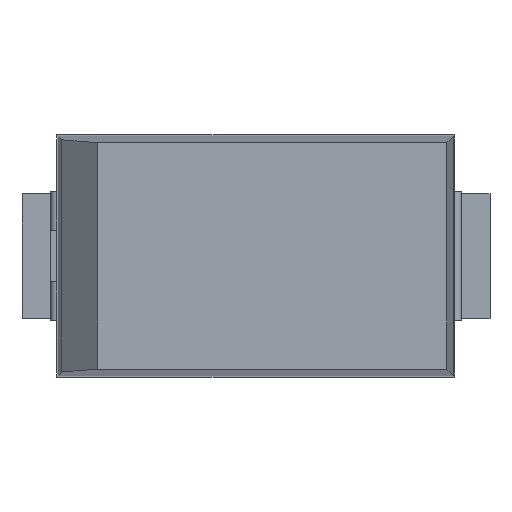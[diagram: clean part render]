
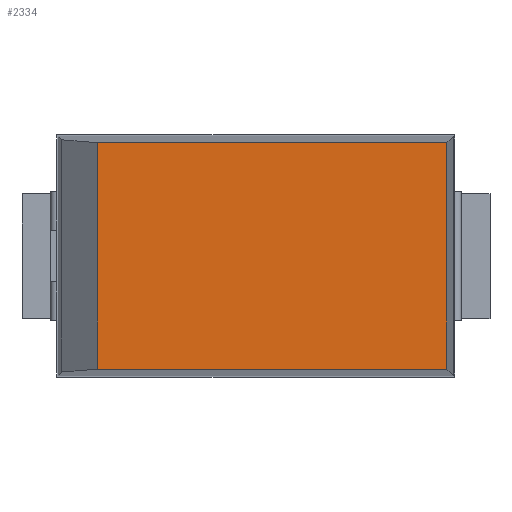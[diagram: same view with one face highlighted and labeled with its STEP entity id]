
A CAD part, top view. The second image highlights one B-rep face of the part: STEP entity #2334.
In plain terms, the highlighted planar face has unit normal (0, 0, 1).
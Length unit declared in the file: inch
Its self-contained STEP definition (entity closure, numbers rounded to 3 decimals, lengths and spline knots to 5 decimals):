
#1842 = CARTESIAN_POINT ( 'NONE',  ( 0.00231, -0.08569, 0.154 ) ) ;
#1953 = DIRECTION ( 'NONE',  ( 0., -1., 0. ) ) ;
#1954 = VECTOR ( 'NONE', #1953, 39.37008 ) ;
#1955 = CARTESIAN_POINT ( 'NONE',  ( 0.00231, -0.08569, 0.154 ) ) ;
#1956 = LINE ( 'NONE', #1955, #1954 ) ;
#1981 = DIRECTION ( 'NONE',  ( 0., 1., 0. ) ) ;
#1982 = VECTOR ( 'NONE', #1981, 39.37008 ) ;
#1983 = CARTESIAN_POINT ( 'NONE',  ( 0.26669, 0.0905, 0.154 ) ) ;
#1984 = LINE ( 'NONE', #1983, #1982 ) ;
#1986 = CARTESIAN_POINT ( 'NONE',  ( 0.26669, 0.08569, 0.154 ) ) ;
#1998 = CARTESIAN_POINT ( 'NONE',  ( 0.26669, -0.08569, 0.154 ) ) ;
#1999 = DIRECTION ( 'NONE',  ( 1., 0., 0. ) ) ;
#2000 = VECTOR ( 'NONE', #1999, 39.37008 ) ;
#2001 = CARTESIAN_POINT ( 'NONE',  ( -0.0275, -0.08569, 0.154 ) ) ;
#2002 = LINE ( 'NONE', #2001, #2000 ) ;
#2003 = DIRECTION ( 'NONE',  ( -1., 0., 0. ) ) ;
#2004 = VECTOR ( 'NONE', #2003, 39.37008 ) ;
#2005 = CARTESIAN_POINT ( 'NONE',  ( -0.0275, 0.08569, 0.154 ) ) ;
#2006 = LINE ( 'NONE', #2005, #2004 ) ;
#2007 = CARTESIAN_POINT ( 'NONE',  ( 0.00231, 0.08569, 0.154 ) ) ;
#2227 = VERTEX_POINT ( 'NONE', #1842 ) ;
#2258 = ORIENTED_EDGE ( 'NONE', *, *, #2279, .T. ) ;
#2259 = ORIENTED_EDGE ( 'NONE', *, *, #2260, .T. ) ;
#2260 = EDGE_CURVE ( 'NONE', #2277, #2227, #1956, .T. ) ;
#2261 = ORIENTED_EDGE ( 'NONE', *, *, #2281, .T. ) ;
#2262 = ORIENTED_EDGE ( 'NONE', *, *, #2270, .T. ) ;
#2268 = VERTEX_POINT ( 'NONE', #1986 ) ;
#2270 = EDGE_CURVE ( 'NONE', #2282, #2268, #1984, .T. ) ;
#2277 = VERTEX_POINT ( 'NONE', #2007 ) ;
#2279 = EDGE_CURVE ( 'NONE', #2268, #2277, #2006, .T. ) ;
#2281 = EDGE_CURVE ( 'NONE', #2227, #2282, #2002, .T. ) ;
#2282 = VERTEX_POINT ( 'NONE', #1998 ) ;
#2334 = ADVANCED_FACE ( 'NONE', ( #2530 ), #2571, .T. ) ;
#2335 = EDGE_LOOP ( 'NONE', ( #2258, #2259, #2261, #2262 ) ) ;
#2530 = FACE_OUTER_BOUND ( 'NONE', #2335, .T. ) ;
#2567 = DIRECTION ( 'NONE',  ( 1., 0., 0. ) ) ;
#2568 = DIRECTION ( 'NONE',  ( 0., 0., 1. ) ) ;
#2569 = CARTESIAN_POINT ( 'NONE',  ( -0.0275, -0.0905, 0.154 ) ) ;
#2570 = AXIS2_PLACEMENT_3D ( 'NONE', #2569, #2568, #2567 ) ;
#2571 = PLANE ( 'NONE',  #2570 ) ;
